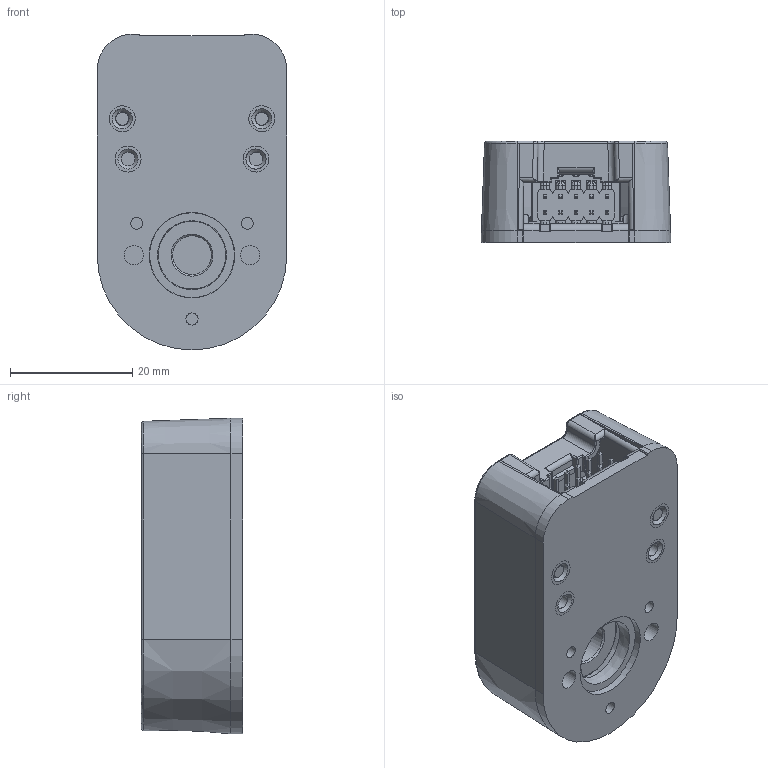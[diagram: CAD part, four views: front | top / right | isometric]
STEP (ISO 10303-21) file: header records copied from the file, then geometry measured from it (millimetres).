
FILE_DESCRIPTION(/* description */ (''),/* implementation_level */ '2;1');
FILE_NAME(/* name */ 'NTO3.stp',/* time_stamp */ '2017-03-29T08:28:30+02:00',/* author */ ('schneid_cad'),/* organization */ (''),/* preprocessor_version */ 'ST-DEVELOPER v16.5',/* originating_system */ 'Autodesk Inventor 2017',/* authorisation */ '');
FILE_SCHEMA (('AUTOMOTIVE_DESIGN { 1 0 10303 214 3 1 1 }'));
Length unit declared in the file: millimetre
Products named in the file (1): NTO3
Bounding box: 31.05 x 16.59 x 51.76 mm (x, y, z)
Volume: 12421.4 mm3; surface area: 13641.2 mm2
Topology: 31 solids, 31 shells, 1435 faces, 3480 edges, 2098 vertices
Faces by surface type: plane 786, cylinder 332, cone 197, bspline 82, torus 20, sphere 18
Full cylindrical faces by diameter (mm): 0.813 x5, 1.981 x8, 2.261 x4, 2.375 x1, 2.431 x4, 2.845 x49, 3.175 x2, 3.302 x4, 4.064 x4, 4.763 x8, 4.953 x2, 6.353 x1, 9.525 x1, 9.576 x1, 12.37 x1, 12.7 x1, 12.751 x1, 13.208 x1
Entity records: 41820 total; most frequent: CARTESIAN_POINT 8851, DIRECTION 6750, ORIENTED_EDGE 6258, EDGE_CURVE 3129, AXIS2_PLACEMENT_3D 2331, LINE 2088, VECTOR 2088, VERTEX_POINT 2060
